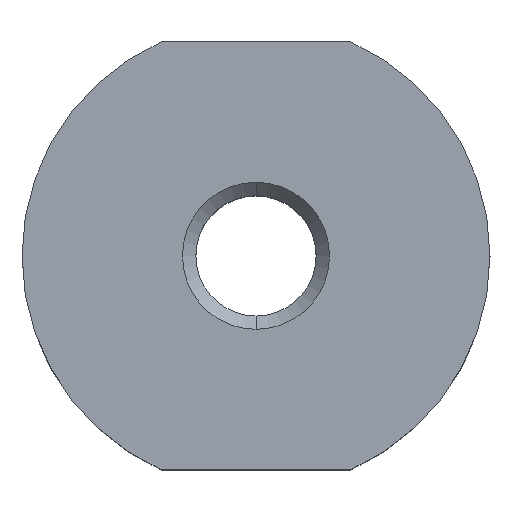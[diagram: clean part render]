
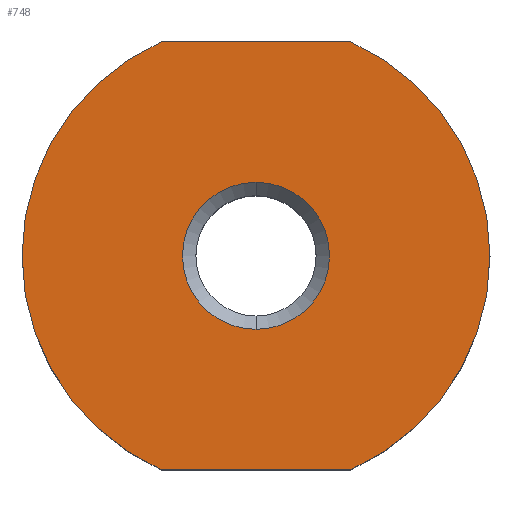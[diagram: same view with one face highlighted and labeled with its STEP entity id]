
A CAD part, top view. The second image highlights one B-rep face of the part: STEP entity #748.
In plain terms, the highlighted planar face has unit normal (0, 0, 1).
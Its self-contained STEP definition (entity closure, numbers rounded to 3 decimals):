
#15 = CARTESIAN_POINT ( 'NONE',  ( -7.089, 16., 0. ) ) ;
#16 = AXIS2_PLACEMENT_3D ( 'NONE', #450, #755, #380 ) ;
#24 = AXIS2_PLACEMENT_3D ( 'NONE', #420, #788, #415 ) ;
#54 = CARTESIAN_POINT ( 'NONE',  ( 0., 17.5, 0. ) ) ;
#71 = CARTESIAN_POINT ( 'NONE',  ( -17.5, -16., 0. ) ) ;
#73 = CARTESIAN_POINT ( 'NONE',  ( -17.5, 16., 0. ) ) ;
#76 = FACE_BOUND ( 'NONE', #644, .T. ) ;
#109 = VERTEX_POINT ( 'NONE', #532 ) ;
#115 = DIRECTION ( 'NONE',  ( 0., -1., 0. ) ) ;
#185 = ORIENTED_EDGE ( 'NONE', *, *, #356, .F. ) ;
#201 = CARTESIAN_POINT ( 'NONE',  ( -7.089, -16., 0. ) ) ;
#202 = DIRECTION ( 'NONE',  ( 1., 0., 0. ) ) ;
#208 = ORIENTED_EDGE ( 'NONE', *, *, #770, .T. ) ;
#229 = CARTESIAN_POINT ( 'NONE',  ( 0., 0., 0. ) ) ;
#285 = AXIS2_PLACEMENT_3D ( 'NONE', #54, #567, #115 ) ;
#319 = DIRECTION ( 'NONE',  ( 1., 0., 0. ) ) ;
#333 = CIRCLE ( 'NONE', #16, 17.5 ) ;
#350 = VERTEX_POINT ( 'NONE', #201 ) ;
#356 = EDGE_CURVE ( 'NONE', #350, #407, #333, .T. ) ;
#366 = ORIENTED_EDGE ( 'NONE', *, *, #376, .T. ) ;
#373 = CIRCLE ( 'NONE', #479, 5.5 ) ;
#376 = EDGE_CURVE ( 'NONE', #350, #487, #634, .T. ) ;
#380 = DIRECTION ( 'NONE',  ( 0., 1., 0. ) ) ;
#386 = ORIENTED_EDGE ( 'NONE', *, *, #677, .T. ) ;
#388 = CARTESIAN_POINT ( 'NONE',  ( 7.089, -16., 0. ) ) ;
#407 = VERTEX_POINT ( 'NONE', #15 ) ;
#410 = EDGE_CURVE ( 'NONE', #407, #743, #660, .T. ) ;
#415 = DIRECTION ( 'NONE',  ( 0., -1., 0. ) ) ;
#420 = CARTESIAN_POINT ( 'NONE',  ( 0., 0., 0. ) ) ;
#426 = CARTESIAN_POINT ( 'NONE',  ( 0., 0., 0. ) ) ;
#431 = PLANE ( 'NONE',  #285 ) ;
#434 = CARTESIAN_POINT ( 'NONE',  ( 0., 5.5, 0. ) ) ;
#450 = CARTESIAN_POINT ( 'NONE',  ( 0., 0., 0. ) ) ;
#462 = DIRECTION ( 'NONE',  ( 0., -1., 0. ) ) ;
#464 = AXIS2_PLACEMENT_3D ( 'NONE', #426, #499, #564 ) ;
#465 = VECTOR ( 'NONE', #319, 1000. ) ;
#466 = VECTOR ( 'NONE', #202, 1000. ) ;
#479 = AXIS2_PLACEMENT_3D ( 'NONE', #229, #771, #462 ) ;
#487 = VERTEX_POINT ( 'NONE', #388 ) ;
#499 = DIRECTION ( 'NONE',  ( 0., 0., -1. ) ) ;
#532 = CARTESIAN_POINT ( 'NONE',  ( 0., -5.5, 0. ) ) ;
#536 = CIRCLE ( 'NONE', #24, 5.5 ) ;
#564 = DIRECTION ( 'NONE',  ( 0., 1., 0. ) ) ;
#567 = DIRECTION ( 'NONE',  ( 0., 0., 1. ) ) ;
#620 = EDGE_LOOP ( 'NONE', ( #366, #672, #745, #185 ) ) ;
#634 = LINE ( 'NONE', #71, #466 ) ;
#644 = EDGE_LOOP ( 'NONE', ( #386, #208 ) ) ;
#660 = LINE ( 'NONE', #73, #465 ) ;
#672 = ORIENTED_EDGE ( 'NONE', *, *, #758, .F. ) ;
#677 = EDGE_CURVE ( 'NONE', #109, #769, #536, .T. ) ;
#681 = CARTESIAN_POINT ( 'NONE',  ( 7.089, 16., 0. ) ) ;
#714 = FACE_OUTER_BOUND ( 'NONE', #620, .T. ) ;
#743 = VERTEX_POINT ( 'NONE', #681 ) ;
#745 = ORIENTED_EDGE ( 'NONE', *, *, #410, .F. ) ;
#748 = ADVANCED_FACE ( 'NONE', ( #76, #714 ), #431, .T. ) ;
#755 = DIRECTION ( 'NONE',  ( 0., 0., -1. ) ) ;
#758 = EDGE_CURVE ( 'NONE', #743, #487, #797, .T. ) ;
#769 = VERTEX_POINT ( 'NONE', #434 ) ;
#770 = EDGE_CURVE ( 'NONE', #769, #109, #373, .T. ) ;
#771 = DIRECTION ( 'NONE',  ( 0., 0., -1. ) ) ;
#788 = DIRECTION ( 'NONE',  ( 0., 0., -1. ) ) ;
#797 = CIRCLE ( 'NONE', #464, 17.5 ) ;
